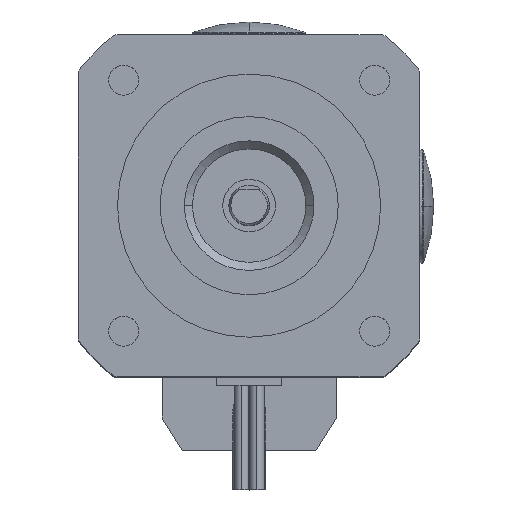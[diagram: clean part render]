
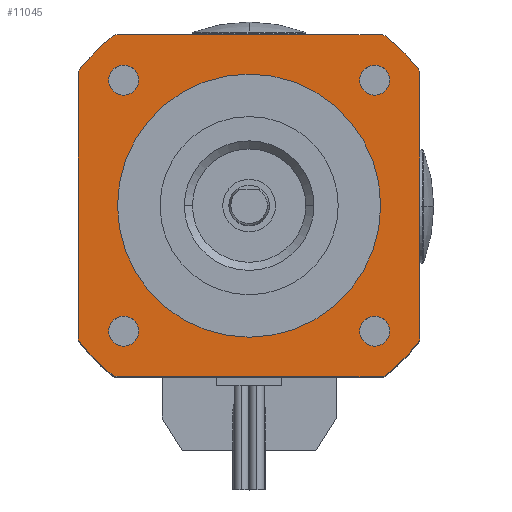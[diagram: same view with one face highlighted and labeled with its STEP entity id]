
A CAD part, top view. The second image highlights one B-rep face of the part: STEP entity #11045.
In plain terms, the highlighted planar face has unit normal (0, 0, 1).
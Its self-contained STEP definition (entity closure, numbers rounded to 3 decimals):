
#8341 = VERTEX_POINT('',#8342);
#8342 = CARTESIAN_POINT('',(-21.1,-16.294,0.));
#8348 = EDGE_CURVE('',#8349,#8341,#8351,.T.);
#8349 = VERTEX_POINT('',#8350);
#8350 = CARTESIAN_POINT('',(-21.1,16.294,0.));
#8351 = LINE('',#8352,#8353);
#8352 = CARTESIAN_POINT('',(-21.1,-21.1,0.));
#8353 = VECTOR('',#8354,1.);
#8354 = DIRECTION('',(-0.,-1.,-0.));
#8477 = VERTEX_POINT('',#8478);
#8478 = CARTESIAN_POINT('',(-16.294,21.1,0.));
#8484 = EDGE_CURVE('',#8485,#8477,#8487,.T.);
#8485 = VERTEX_POINT('',#8486);
#8486 = CARTESIAN_POINT('',(16.294,21.1,0.));
#8487 = LINE('',#8488,#8489);
#8488 = CARTESIAN_POINT('',(-21.1,21.1,0.));
#8489 = VECTOR('',#8490,1.);
#8490 = DIRECTION('',(-1.,-0.,-0.));
#8599 = EDGE_CURVE('',#8600,#8602,#8604,.T.);
#8600 = VERTEX_POINT('',#8601);
#8601 = CARTESIAN_POINT('',(21.1,-16.294,0.));
#8602 = VERTEX_POINT('',#8603);
#8603 = CARTESIAN_POINT('',(21.1,16.294,0.));
#8604 = LINE('',#8605,#8606);
#8605 = CARTESIAN_POINT('',(21.1,-21.1,0.));
#8606 = VECTOR('',#8607,1.);
#8607 = DIRECTION('',(0.,1.,0.));
#8730 = EDGE_CURVE('',#8731,#8733,#8735,.T.);
#8731 = VERTEX_POINT('',#8732);
#8732 = CARTESIAN_POINT('',(-16.294,-21.1,0.));
#8733 = VERTEX_POINT('',#8734);
#8734 = CARTESIAN_POINT('',(16.294,-21.1,0.));
#8735 = LINE('',#8736,#8737);
#8736 = CARTESIAN_POINT('',(-21.1,-21.1,0.));
#8737 = VECTOR('',#8738,1.);
#8738 = DIRECTION('',(1.,0.,0.));
#11026 = VERTEX_POINT('',#11027);
#11027 = CARTESIAN_POINT('',(-20.877,-16.924,0.));
#11033 = EDGE_CURVE('',#8341,#11026,#11034,.T.);
#11034 = CIRCLE('',#11035,1.);
#11035 = AXIS2_PLACEMENT_3D('',#11036,#11037,#11038);
#11036 = CARTESIAN_POINT('',(-20.1,-16.294,0.));
#11037 = DIRECTION('',(0.,-0.,1.));
#11038 = DIRECTION('',(-1.,0.,0.));
#11045 = ADVANCED_FACE('',(#11046,#11144,#11155,#11166,#11177,#11197),
  #11208,.F.);
#11046 = FACE_BOUND('',#11047,.F.);
#11047 = EDGE_LOOP('',(#11048,#11057,#11058,#11059,#11068,#11077,#11084,
    #11085,#11094,#11103,#11110,#11111,#11120,#11129,#11136,#11137));
#11048 = ORIENTED_EDGE('',*,*,#11049,.T.);
#11049 = EDGE_CURVE('',#11050,#11026,#11052,.T.);
#11050 = VERTEX_POINT('',#11051);
#11051 = CARTESIAN_POINT('',(-16.924,-20.877,0.));
#11052 = CIRCLE('',#11053,26.875);
#11053 = AXIS2_PLACEMENT_3D('',#11054,#11055,#11056);
#11054 = CARTESIAN_POINT('',(0.,0.,0.));
#11055 = DIRECTION('',(0.,0.,-1.));
#11056 = DIRECTION('',(-1.,0.,0.));
#11057 = ORIENTED_EDGE('',*,*,#11033,.F.);
#11058 = ORIENTED_EDGE('',*,*,#8348,.F.);
#11059 = ORIENTED_EDGE('',*,*,#11060,.F.);
#11060 = EDGE_CURVE('',#11061,#8349,#11063,.T.);
#11061 = VERTEX_POINT('',#11062);
#11062 = CARTESIAN_POINT('',(-20.877,16.924,0.));
#11063 = CIRCLE('',#11064,1.);
#11064 = AXIS2_PLACEMENT_3D('',#11065,#11066,#11067);
#11065 = CARTESIAN_POINT('',(-20.1,16.294,0.));
#11066 = DIRECTION('',(0.,-0.,1.));
#11067 = DIRECTION('',(-1.,0.,0.));
#11068 = ORIENTED_EDGE('',*,*,#11069,.T.);
#11069 = EDGE_CURVE('',#11061,#11070,#11072,.T.);
#11070 = VERTEX_POINT('',#11071);
#11071 = CARTESIAN_POINT('',(-16.924,20.877,0.));
#11072 = CIRCLE('',#11073,26.875);
#11073 = AXIS2_PLACEMENT_3D('',#11074,#11075,#11076);
#11074 = CARTESIAN_POINT('',(0.,0.,0.));
#11075 = DIRECTION('',(0.,0.,-1.));
#11076 = DIRECTION('',(-1.,0.,0.));
#11077 = ORIENTED_EDGE('',*,*,#11078,.F.);
#11078 = EDGE_CURVE('',#8477,#11070,#11079,.T.);
#11079 = CIRCLE('',#11080,1.);
#11080 = AXIS2_PLACEMENT_3D('',#11081,#11082,#11083);
#11081 = CARTESIAN_POINT('',(-16.294,20.1,0.));
#11082 = DIRECTION('',(0.,-0.,1.));
#11083 = DIRECTION('',(-1.,0.,0.));
#11084 = ORIENTED_EDGE('',*,*,#8484,.F.);
#11085 = ORIENTED_EDGE('',*,*,#11086,.F.);
#11086 = EDGE_CURVE('',#11087,#8485,#11089,.T.);
#11087 = VERTEX_POINT('',#11088);
#11088 = CARTESIAN_POINT('',(16.924,20.877,0.));
#11089 = CIRCLE('',#11090,1.);
#11090 = AXIS2_PLACEMENT_3D('',#11091,#11092,#11093);
#11091 = CARTESIAN_POINT('',(16.294,20.1,0.));
#11092 = DIRECTION('',(0.,-0.,1.));
#11093 = DIRECTION('',(-1.,0.,0.));
#11094 = ORIENTED_EDGE('',*,*,#11095,.F.);
#11095 = EDGE_CURVE('',#11096,#11087,#11098,.T.);
#11096 = VERTEX_POINT('',#11097);
#11097 = CARTESIAN_POINT('',(20.877,16.924,0.));
#11098 = CIRCLE('',#11099,26.875);
#11099 = AXIS2_PLACEMENT_3D('',#11100,#11101,#11102);
#11100 = CARTESIAN_POINT('',(0.,0.,0.));
#11101 = DIRECTION('',(0.,0.,1.));
#11102 = DIRECTION('',(1.,0.,0.));
#11103 = ORIENTED_EDGE('',*,*,#11104,.F.);
#11104 = EDGE_CURVE('',#8602,#11096,#11105,.T.);
#11105 = CIRCLE('',#11106,1.);
#11106 = AXIS2_PLACEMENT_3D('',#11107,#11108,#11109);
#11107 = CARTESIAN_POINT('',(20.1,16.294,0.));
#11108 = DIRECTION('',(0.,-0.,1.));
#11109 = DIRECTION('',(-1.,0.,0.));
#11110 = ORIENTED_EDGE('',*,*,#8599,.F.);
#11111 = ORIENTED_EDGE('',*,*,#11112,.F.);
#11112 = EDGE_CURVE('',#11113,#8600,#11115,.T.);
#11113 = VERTEX_POINT('',#11114);
#11114 = CARTESIAN_POINT('',(20.877,-16.924,0.));
#11115 = CIRCLE('',#11116,1.);
#11116 = AXIS2_PLACEMENT_3D('',#11117,#11118,#11119);
#11117 = CARTESIAN_POINT('',(20.1,-16.294,0.));
#11118 = DIRECTION('',(0.,-0.,1.));
#11119 = DIRECTION('',(-1.,0.,0.));
#11120 = ORIENTED_EDGE('',*,*,#11121,.T.);
#11121 = EDGE_CURVE('',#11113,#11122,#11124,.T.);
#11122 = VERTEX_POINT('',#11123);
#11123 = CARTESIAN_POINT('',(16.924,-20.877,0.));
#11124 = CIRCLE('',#11125,26.875);
#11125 = AXIS2_PLACEMENT_3D('',#11126,#11127,#11128);
#11126 = CARTESIAN_POINT('',(0.,0.,0.));
#11127 = DIRECTION('',(0.,0.,-1.));
#11128 = DIRECTION('',(-1.,0.,0.));
#11129 = ORIENTED_EDGE('',*,*,#11130,.F.);
#11130 = EDGE_CURVE('',#8733,#11122,#11131,.T.);
#11131 = CIRCLE('',#11132,1.);
#11132 = AXIS2_PLACEMENT_3D('',#11133,#11134,#11135);
#11133 = CARTESIAN_POINT('',(16.294,-20.1,0.));
#11134 = DIRECTION('',(-0.,0.,1.));
#11135 = DIRECTION('',(-1.,0.,-0.));
#11136 = ORIENTED_EDGE('',*,*,#8730,.F.);
#11137 = ORIENTED_EDGE('',*,*,#11138,.F.);
#11138 = EDGE_CURVE('',#11050,#8731,#11139,.T.);
#11139 = CIRCLE('',#11140,1.);
#11140 = AXIS2_PLACEMENT_3D('',#11141,#11142,#11143);
#11141 = CARTESIAN_POINT('',(-16.294,-20.1,0.));
#11142 = DIRECTION('',(0.,-0.,1.));
#11143 = DIRECTION('',(-1.,0.,0.));
#11144 = FACE_BOUND('',#11145,.F.);
#11145 = EDGE_LOOP('',(#11146));
#11146 = ORIENTED_EDGE('',*,*,#11147,.T.);
#11147 = EDGE_CURVE('',#11148,#11148,#11150,.T.);
#11148 = VERTEX_POINT('',#11149);
#11149 = CARTESIAN_POINT('',(17.35,-15.5,0.));
#11150 = CIRCLE('',#11151,1.85);
#11151 = AXIS2_PLACEMENT_3D('',#11152,#11153,#11154);
#11152 = CARTESIAN_POINT('',(15.5,-15.5,0.));
#11153 = DIRECTION('',(0.,0.,1.));
#11154 = DIRECTION('',(1.,0.,0.));
#11155 = FACE_BOUND('',#11156,.F.);
#11156 = EDGE_LOOP('',(#11157));
#11157 = ORIENTED_EDGE('',*,*,#11158,.T.);
#11158 = EDGE_CURVE('',#11159,#11159,#11161,.T.);
#11159 = VERTEX_POINT('',#11160);
#11160 = CARTESIAN_POINT('',(-13.65,-15.5,0.));
#11161 = CIRCLE('',#11162,1.85);
#11162 = AXIS2_PLACEMENT_3D('',#11163,#11164,#11165);
#11163 = CARTESIAN_POINT('',(-15.5,-15.5,0.));
#11164 = DIRECTION('',(0.,0.,1.));
#11165 = DIRECTION('',(1.,0.,0.));
#11166 = FACE_BOUND('',#11167,.F.);
#11167 = EDGE_LOOP('',(#11168));
#11168 = ORIENTED_EDGE('',*,*,#11169,.T.);
#11169 = EDGE_CURVE('',#11170,#11170,#11172,.T.);
#11170 = VERTEX_POINT('',#11171);
#11171 = CARTESIAN_POINT('',(17.35,15.5,0.));
#11172 = CIRCLE('',#11173,1.85);
#11173 = AXIS2_PLACEMENT_3D('',#11174,#11175,#11176);
#11174 = CARTESIAN_POINT('',(15.5,15.5,0.));
#11175 = DIRECTION('',(0.,0.,1.));
#11176 = DIRECTION('',(1.,0.,0.));
#11177 = FACE_BOUND('',#11178,.F.);
#11178 = EDGE_LOOP('',(#11179,#11190));
#11179 = ORIENTED_EDGE('',*,*,#11180,.T.);
#11180 = EDGE_CURVE('',#11181,#11183,#11185,.T.);
#11181 = VERTEX_POINT('',#11182);
#11182 = CARTESIAN_POINT('',(16.25,0.,0.));
#11183 = VERTEX_POINT('',#11184);
#11184 = CARTESIAN_POINT('',(-16.25,0.,0.));
#11185 = CIRCLE('',#11186,16.25);
#11186 = AXIS2_PLACEMENT_3D('',#11187,#11188,#11189);
#11187 = CARTESIAN_POINT('',(0.,0.,0.));
#11188 = DIRECTION('',(0.,0.,1.));
#11189 = DIRECTION('',(1.,0.,0.));
#11190 = ORIENTED_EDGE('',*,*,#11191,.T.);
#11191 = EDGE_CURVE('',#11183,#11181,#11192,.T.);
#11192 = CIRCLE('',#11193,16.25);
#11193 = AXIS2_PLACEMENT_3D('',#11194,#11195,#11196);
#11194 = CARTESIAN_POINT('',(0.,0.,0.));
#11195 = DIRECTION('',(0.,0.,1.));
#11196 = DIRECTION('',(1.,0.,0.));
#11197 = FACE_BOUND('',#11198,.F.);
#11198 = EDGE_LOOP('',(#11199));
#11199 = ORIENTED_EDGE('',*,*,#11200,.T.);
#11200 = EDGE_CURVE('',#11201,#11201,#11203,.T.);
#11201 = VERTEX_POINT('',#11202);
#11202 = CARTESIAN_POINT('',(-13.65,15.5,0.));
#11203 = CIRCLE('',#11204,1.85);
#11204 = AXIS2_PLACEMENT_3D('',#11205,#11206,#11207);
#11205 = CARTESIAN_POINT('',(-15.5,15.5,0.));
#11206 = DIRECTION('',(0.,0.,1.));
#11207 = DIRECTION('',(1.,0.,0.));
#11208 = PLANE('',#11209);
#11209 = AXIS2_PLACEMENT_3D('',#11210,#11211,#11212);
#11210 = CARTESIAN_POINT('',(0.,0.,0.));
#11211 = DIRECTION('',(0.,0.,-1.));
#11212 = DIRECTION('',(-1.,0.,0.));
